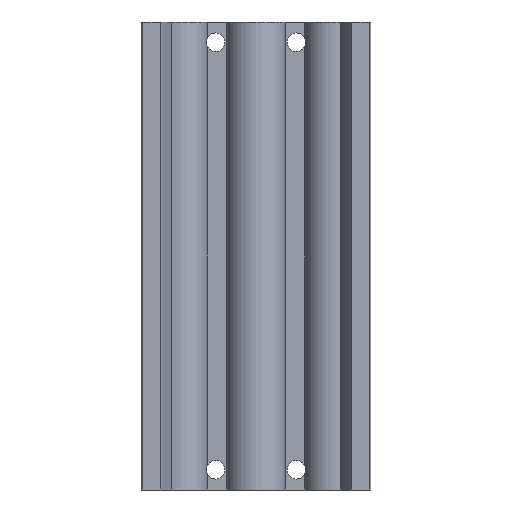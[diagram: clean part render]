
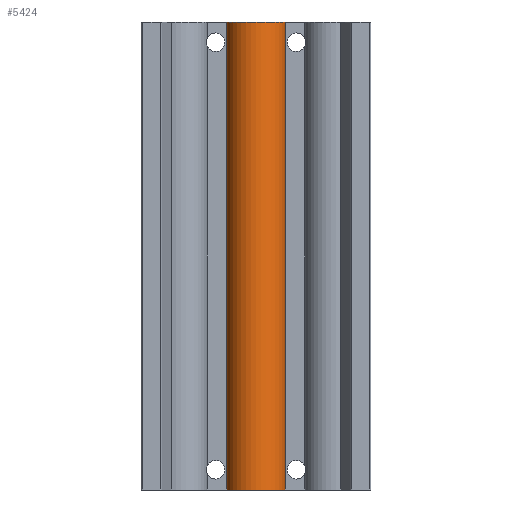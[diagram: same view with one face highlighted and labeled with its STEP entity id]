
A CAD part, front view. The second image highlights one B-rep face of the part: STEP entity #5424.
In plain terms, the highlighted cylindrical face has radius 8.725 mm (diameter 17.45 mm), a partial arc.
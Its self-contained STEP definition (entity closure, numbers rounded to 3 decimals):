
#797 = EDGE_CURVE ( 'NONE', #15902, #6848, #19980, .T. ) ;
#798 = EDGE_CURVE ( 'NONE', #15881, #15954, #19978, .T. ) ;
#2813 = EDGE_CURVE ( 'NONE', #15902, #15881, #10353, .T. ) ;
#2913 = EDGE_CURVE ( 'NONE', #6848, #15954, #10255, .T. ) ;
#3277 = AXIS2_PLACEMENT_3D ( 'NONE', #7276, #7225, #7224 ) ;
#3293 = AXIS2_PLACEMENT_3D ( 'NONE', #6669, #6668, #6571 ) ;
#3434 = DIRECTION ( 'NONE',  ( -1., 0., 0. ) ) ;
#3435 = DIRECTION ( 'NONE',  ( 0., 0., -1. ) ) ;
#3437 = CARTESIAN_POINT ( 'NONE',  ( 0., -2.5, 138.5 ) ) ;
#4529 = CARTESIAN_POINT ( 'NONE',  ( -8.725, -2.5, 0. ) ) ;
#4683 = CARTESIAN_POINT ( 'NONE',  ( 8.725, -2.5, 0. ) ) ;
#4740 = CARTESIAN_POINT ( 'NONE',  ( -8.725, -2.5, 138.5 ) ) ;
#4762 = CARTESIAN_POINT ( 'NONE',  ( 8.725, -2.5, 138.5 ) ) ;
#5424 = ADVANCED_FACE ( 'NONE', ( #9796 ), #9795, .T. ) ;
#6571 = DIRECTION ( 'NONE',  ( 1., 0., 0. ) ) ;
#6668 = DIRECTION ( 'NONE',  ( 0., 0., 1. ) ) ;
#6669 = CARTESIAN_POINT ( 'NONE',  ( 0., -2.5, 138.5 ) ) ;
#6848 = VERTEX_POINT ( 'NONE', #4529 ) ;
#7224 = DIRECTION ( 'NONE',  ( 1., 0., 0. ) ) ;
#7225 = DIRECTION ( 'NONE',  ( 0., 0., 1. ) ) ;
#7276 = CARTESIAN_POINT ( 'NONE',  ( 0., -2.5, 0. ) ) ;
#9795 = CYLINDRICAL_SURFACE ( 'NONE', #20904, 8.725 ) ;
#9796 = FACE_OUTER_BOUND ( 'NONE', #14062, .T. ) ;
#10255 = CIRCLE ( 'NONE', #3277, 8.725 ) ;
#10353 = CIRCLE ( 'NONE', #3293, 8.725 ) ;
#12995 = DIRECTION ( 'NONE',  ( 0., 0., -1. ) ) ;
#12996 = CARTESIAN_POINT ( 'NONE',  ( 8.725, -2.5, 138.5 ) ) ;
#12997 = DIRECTION ( 'NONE',  ( 0., 0., -1. ) ) ;
#12998 = CARTESIAN_POINT ( 'NONE',  ( -8.725, -2.5, 138.5 ) ) ;
#14062 = EDGE_LOOP ( 'NONE', ( #15208, #15211, #15213, #15216 ) ) ;
#15208 = ORIENTED_EDGE ( 'NONE', *, *, #2913, .T. ) ;
#15211 = ORIENTED_EDGE ( 'NONE', *, *, #798, .F. ) ;
#15213 = ORIENTED_EDGE ( 'NONE', *, *, #2813, .F. ) ;
#15216 = ORIENTED_EDGE ( 'NONE', *, *, #797, .T. ) ;
#15881 = VERTEX_POINT ( 'NONE', #4762 ) ;
#15902 = VERTEX_POINT ( 'NONE', #4740 ) ;
#15954 = VERTEX_POINT ( 'NONE', #4683 ) ;
#19977 = VECTOR ( 'NONE', #12995, 1000. ) ;
#19978 = LINE ( 'NONE', #12996, #19977 ) ;
#19979 = VECTOR ( 'NONE', #12997, 1000. ) ;
#19980 = LINE ( 'NONE', #12998, #19979 ) ;
#20904 = AXIS2_PLACEMENT_3D ( 'NONE', #3437, #3435, #3434 ) ;
